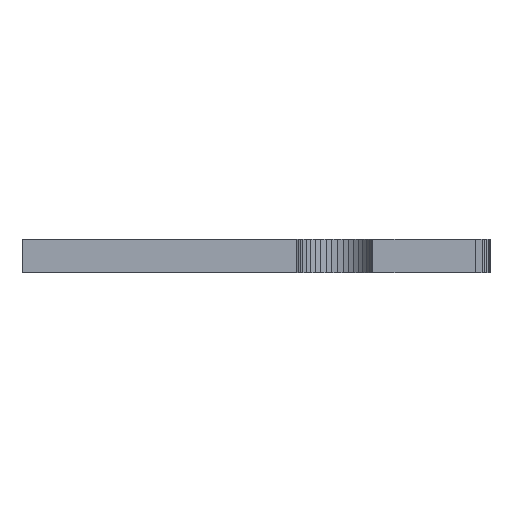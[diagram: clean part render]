
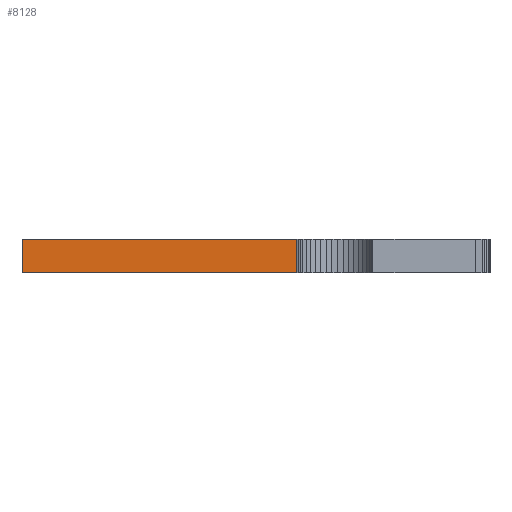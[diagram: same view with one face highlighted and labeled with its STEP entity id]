
A CAD part, left-side view. The second image highlights one B-rep face of the part: STEP entity #8128.
In plain terms, the highlighted planar face has unit normal (-1, 0, 0).
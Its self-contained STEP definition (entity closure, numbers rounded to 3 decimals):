
#83 = PLANE('',#84);
#84 = AXIS2_PLACEMENT_3D('',#85,#86,#87);
#85 = CARTESIAN_POINT('',(23.012,-24.308,1.6));
#86 = DIRECTION('',(-0.,-0.,-1.));
#87 = DIRECTION('',(-1.,0.,0.));
#137 = PLANE('',#138);
#138 = AXIS2_PLACEMENT_3D('',#139,#140,#141);
#139 = CARTESIAN_POINT('',(23.012,-24.308,0.));
#140 = DIRECTION('',(-0.,-0.,-1.));
#141 = DIRECTION('',(-1.,0.,0.));
#8020 = PLANE('',#8021);
#8021 = AXIS2_PLACEMENT_3D('',#8022,#8023,#8024);
#8022 = CARTESIAN_POINT('',(12.926,-25.771,0.));
#8023 = DIRECTION('',(-0.071,-0.997,0.));
#8024 = DIRECTION('',(-0.997,0.071,0.));
#8058 = VERTEX_POINT('',#8059);
#8059 = CARTESIAN_POINT('',(12.636,-25.75,1.6));
#8080 = EDGE_CURVE('',#8081,#8058,#8083,.T.);
#8081 = VERTEX_POINT('',#8082);
#8082 = CARTESIAN_POINT('',(12.636,-25.75,0.));
#8083 = SURFACE_CURVE('',#8084,(#8088,#8095),.PCURVE_S1.);
#8084 = LINE('',#8085,#8086);
#8085 = CARTESIAN_POINT('',(12.636,-25.75,0.));
#8086 = VECTOR('',#8087,1.);
#8087 = DIRECTION('',(0.,0.,1.));
#8088 = PCURVE('',#8020,#8089);
#8089 = DEFINITIONAL_REPRESENTATION('',(#8090),#8094);
#8090 = LINE('',#8091,#8092);
#8091 = CARTESIAN_POINT('',(0.29,0.));
#8092 = VECTOR('',#8093,1.);
#8093 = DIRECTION('',(0.,-1.));
#8094 = ( GEOMETRIC_REPRESENTATION_CONTEXT(2) 
PARAMETRIC_REPRESENTATION_CONTEXT() REPRESENTATION_CONTEXT('2D SPACE',''
  ) );
#8095 = PCURVE('',#8096,#8101);
#8096 = PLANE('',#8097);
#8097 = AXIS2_PLACEMENT_3D('',#8098,#8099,#8100);
#8098 = CARTESIAN_POINT('',(12.636,-25.75,0.));
#8099 = DIRECTION('',(-1.,0.,0.));
#8100 = DIRECTION('',(0.,1.,0.));
#8101 = DEFINITIONAL_REPRESENTATION('',(#8102),#8106);
#8102 = LINE('',#8103,#8104);
#8103 = CARTESIAN_POINT('',(0.,0.));
#8104 = VECTOR('',#8105,1.);
#8105 = DIRECTION('',(0.,-1.));
#8106 = ( GEOMETRIC_REPRESENTATION_CONTEXT(2) 
PARAMETRIC_REPRESENTATION_CONTEXT() REPRESENTATION_CONTEXT('2D SPACE',''
  ) );
#8128 = ADVANCED_FACE('',(#8129),#8096,.T.);
#8129 = FACE_BOUND('',#8130,.T.);
#8130 = EDGE_LOOP('',(#8131,#8132,#8155,#8183));
#8131 = ORIENTED_EDGE('',*,*,#8080,.T.);
#8132 = ORIENTED_EDGE('',*,*,#8133,.T.);
#8133 = EDGE_CURVE('',#8058,#8134,#8136,.T.);
#8134 = VERTEX_POINT('',#8135);
#8135 = CARTESIAN_POINT('',(12.636,-12.499,1.6));
#8136 = SURFACE_CURVE('',#8137,(#8141,#8148),.PCURVE_S1.);
#8137 = LINE('',#8138,#8139);
#8138 = CARTESIAN_POINT('',(12.636,-25.75,1.6));
#8139 = VECTOR('',#8140,1.);
#8140 = DIRECTION('',(0.,1.,0.));
#8141 = PCURVE('',#8096,#8142);
#8142 = DEFINITIONAL_REPRESENTATION('',(#8143),#8147);
#8143 = LINE('',#8144,#8145);
#8144 = CARTESIAN_POINT('',(0.,-1.6));
#8145 = VECTOR('',#8146,1.);
#8146 = DIRECTION('',(1.,0.));
#8147 = ( GEOMETRIC_REPRESENTATION_CONTEXT(2) 
PARAMETRIC_REPRESENTATION_CONTEXT() REPRESENTATION_CONTEXT('2D SPACE',''
  ) );
#8148 = PCURVE('',#83,#8149);
#8149 = DEFINITIONAL_REPRESENTATION('',(#8150),#8154);
#8150 = LINE('',#8151,#8152);
#8151 = CARTESIAN_POINT('',(10.375,-1.442));
#8152 = VECTOR('',#8153,1.);
#8153 = DIRECTION('',(0.,1.));
#8154 = ( GEOMETRIC_REPRESENTATION_CONTEXT(2) 
PARAMETRIC_REPRESENTATION_CONTEXT() REPRESENTATION_CONTEXT('2D SPACE',''
  ) );
#8155 = ORIENTED_EDGE('',*,*,#8156,.F.);
#8156 = EDGE_CURVE('',#8157,#8134,#8159,.T.);
#8157 = VERTEX_POINT('',#8158);
#8158 = CARTESIAN_POINT('',(12.636,-12.499,0.));
#8159 = SURFACE_CURVE('',#8160,(#8164,#8171),.PCURVE_S1.);
#8160 = LINE('',#8161,#8162);
#8161 = CARTESIAN_POINT('',(12.636,-12.499,0.));
#8162 = VECTOR('',#8163,1.);
#8163 = DIRECTION('',(0.,0.,1.));
#8164 = PCURVE('',#8096,#8165);
#8165 = DEFINITIONAL_REPRESENTATION('',(#8166),#8170);
#8166 = LINE('',#8167,#8168);
#8167 = CARTESIAN_POINT('',(13.251,0.));
#8168 = VECTOR('',#8169,1.);
#8169 = DIRECTION('',(0.,-1.));
#8170 = ( GEOMETRIC_REPRESENTATION_CONTEXT(2) 
PARAMETRIC_REPRESENTATION_CONTEXT() REPRESENTATION_CONTEXT('2D SPACE',''
  ) );
#8171 = PCURVE('',#8172,#8177);
#8172 = PLANE('',#8173);
#8173 = AXIS2_PLACEMENT_3D('',#8174,#8175,#8176);
#8174 = CARTESIAN_POINT('',(12.636,-12.499,0.));
#8175 = DIRECTION('',(0.,1.,0.));
#8176 = DIRECTION('',(1.,0.,0.));
#8177 = DEFINITIONAL_REPRESENTATION('',(#8178),#8182);
#8178 = LINE('',#8179,#8180);
#8179 = CARTESIAN_POINT('',(0.,0.));
#8180 = VECTOR('',#8181,1.);
#8181 = DIRECTION('',(0.,-1.));
#8182 = ( GEOMETRIC_REPRESENTATION_CONTEXT(2) 
PARAMETRIC_REPRESENTATION_CONTEXT() REPRESENTATION_CONTEXT('2D SPACE',''
  ) );
#8183 = ORIENTED_EDGE('',*,*,#8184,.F.);
#8184 = EDGE_CURVE('',#8081,#8157,#8185,.T.);
#8185 = SURFACE_CURVE('',#8186,(#8190,#8197),.PCURVE_S1.);
#8186 = LINE('',#8187,#8188);
#8187 = CARTESIAN_POINT('',(12.636,-25.75,0.));
#8188 = VECTOR('',#8189,1.);
#8189 = DIRECTION('',(0.,1.,0.));
#8190 = PCURVE('',#8096,#8191);
#8191 = DEFINITIONAL_REPRESENTATION('',(#8192),#8196);
#8192 = LINE('',#8193,#8194);
#8193 = CARTESIAN_POINT('',(0.,0.));
#8194 = VECTOR('',#8195,1.);
#8195 = DIRECTION('',(1.,0.));
#8196 = ( GEOMETRIC_REPRESENTATION_CONTEXT(2) 
PARAMETRIC_REPRESENTATION_CONTEXT() REPRESENTATION_CONTEXT('2D SPACE',''
  ) );
#8197 = PCURVE('',#137,#8198);
#8198 = DEFINITIONAL_REPRESENTATION('',(#8199),#8203);
#8199 = LINE('',#8200,#8201);
#8200 = CARTESIAN_POINT('',(10.375,-1.442));
#8201 = VECTOR('',#8202,1.);
#8202 = DIRECTION('',(0.,1.));
#8203 = ( GEOMETRIC_REPRESENTATION_CONTEXT(2) 
PARAMETRIC_REPRESENTATION_CONTEXT() REPRESENTATION_CONTEXT('2D SPACE',''
  ) );
